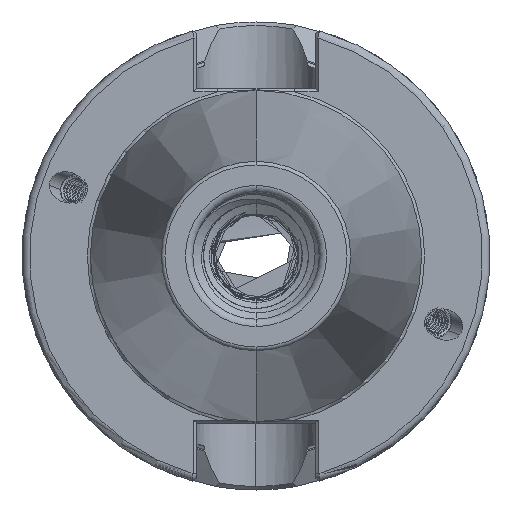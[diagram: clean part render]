
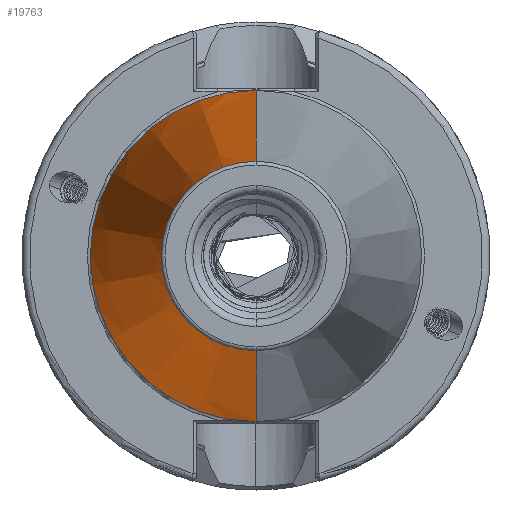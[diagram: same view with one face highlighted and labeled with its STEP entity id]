
A CAD part, left-side view. The second image highlights one B-rep face of the part: STEP entity #19763.
In plain terms, the highlighted conical face has half-angle 8.297 degrees and reference radius 22.298 mm.
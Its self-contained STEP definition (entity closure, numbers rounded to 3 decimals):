
#83 = CONICAL_SURFACE ( 'NONE', #8374, 22.298, 0.145 ) ;
#133 = CIRCLE ( 'NONE', #776, 22.298 ) ;
#134 = CIRCLE ( 'NONE', #783, 12.75 ) ;
#776 = AXIS2_PLACEMENT_3D ( 'NONE', #13569, #13570, #13571 ) ;
#783 = AXIS2_PLACEMENT_3D ( 'NONE', #13572, #13579, #13580 ) ;
#784 = VECTOR ( 'NONE', #13578, 1000. ) ;
#786 = VECTOR ( 'NONE', #13584, 1000. ) ;
#1838 = VERTEX_POINT ( 'NONE', #15969 ) ;
#1839 = VERTEX_POINT ( 'NONE', #15970 ) ;
#1840 = VERTEX_POINT ( 'NONE', #15971 ) ;
#1841 = VERTEX_POINT ( 'NONE', #15972 ) ;
#2641 = EDGE_LOOP ( 'NONE', ( #16943, #16945, #16944, #16946 ) ) ;
#8313 = CARTESIAN_POINT ( 'NONE',  ( -1.5, 0., 0. ) ) ;
#8314 = DIRECTION ( 'NONE',  ( 1., 0., 0. ) ) ;
#8315 = DIRECTION ( 'NONE',  ( 0., 0., -1. ) ) ;
#8371 = FACE_OUTER_BOUND ( 'NONE', #2641, .T. ) ;
#8374 = AXIS2_PLACEMENT_3D ( 'NONE', #8313, #8314, #8315 ) ;
#13569 = CARTESIAN_POINT ( 'NONE',  ( -1.5, 0., 0. ) ) ;
#13570 = DIRECTION ( 'NONE',  ( 1., 0., 0. ) ) ;
#13571 = DIRECTION ( 'NONE',  ( 0., 0., -1. ) ) ;
#13572 = CARTESIAN_POINT ( 'NONE',  ( -66.972, 0., 0. ) ) ;
#13576 = LINE ( 'NONE', #13577, #784 ) ;
#13577 = CARTESIAN_POINT ( 'NONE',  ( -1.5, 0., 22.298 ) ) ;
#13578 = DIRECTION ( 'NONE',  ( 0.99, 0., 0.144 ) ) ;
#13579 = DIRECTION ( 'NONE',  ( 1., 0., 0. ) ) ;
#13580 = DIRECTION ( 'NONE',  ( 0., 0., -1. ) ) ;
#13582 = LINE ( 'NONE', #13583, #786 ) ;
#13583 = CARTESIAN_POINT ( 'NONE',  ( -1.5, 0., -22.298 ) ) ;
#13584 = DIRECTION ( 'NONE',  ( 0.99, 0., -0.144 ) ) ;
#15969 = CARTESIAN_POINT ( 'NONE',  ( -1.5, 0., -22.298 ) ) ;
#15970 = CARTESIAN_POINT ( 'NONE',  ( -1.5, 0., 22.298 ) ) ;
#15971 = CARTESIAN_POINT ( 'NONE',  ( -66.972, 0., -12.75 ) ) ;
#15972 = CARTESIAN_POINT ( 'NONE',  ( -66.972, 0., 12.75 ) ) ;
#16943 = ORIENTED_EDGE ( 'NONE', *, *, #19897, .T. ) ;
#16944 = ORIENTED_EDGE ( 'NONE', *, *, #19894, .F. ) ;
#16945 = ORIENTED_EDGE ( 'NONE', *, *, #19896, .T. ) ;
#16946 = ORIENTED_EDGE ( 'NONE', *, *, #19898, .F. ) ;
#19763 = ADVANCED_FACE ( 'NONE', ( #8371 ), #83, .T. ) ;
#19894 = EDGE_CURVE ( 'NONE', #1838, #1839, #133, .T. ) ;
#19896 = EDGE_CURVE ( 'NONE', #1841, #1839, #13576, .T. ) ;
#19897 = EDGE_CURVE ( 'NONE', #1840, #1841, #134, .T. ) ;
#19898 = EDGE_CURVE ( 'NONE', #1840, #1838, #13582, .T. ) ;
